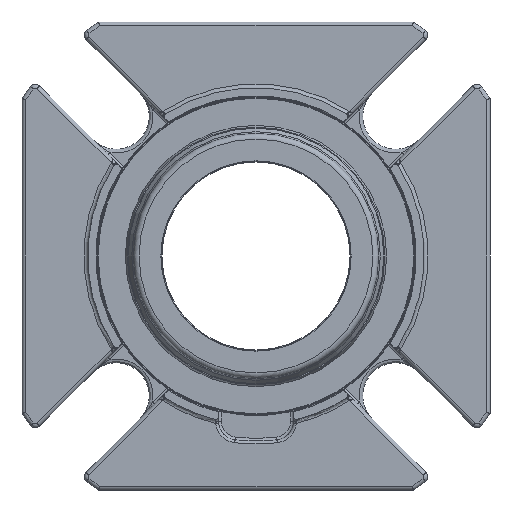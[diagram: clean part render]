
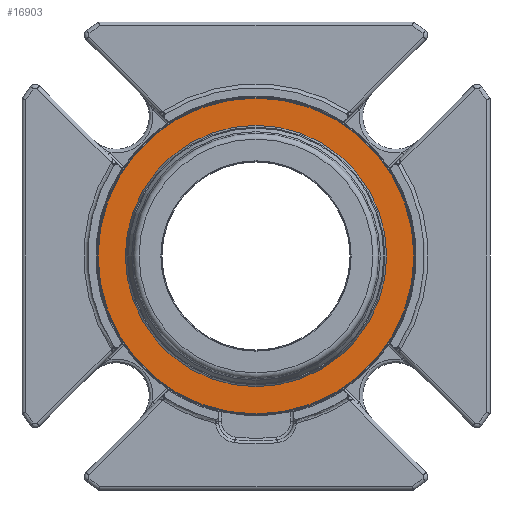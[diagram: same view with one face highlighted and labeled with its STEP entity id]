
A CAD part, left-side view. The second image highlights one B-rep face of the part: STEP entity #16903.
In plain terms, the highlighted planar face has unit normal (-1, 0, 0).
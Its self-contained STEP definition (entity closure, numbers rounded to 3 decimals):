
#3384=PLANE('',#18011);
#3708=ORIENTED_EDGE('',*,*,#8986,.F.);
#3709=ORIENTED_EDGE('',*,*,#8987,.T.);
#8986=EDGE_CURVE('',#11627,#11627,#13300,.F.);
#8987=EDGE_CURVE('',#11628,#11628,#13301,.T.);
#11627=VERTEX_POINT('',#24455);
#11628=VERTEX_POINT('',#24458);
#13300=CIRCLE('',#18010,34.747);
#13301=CIRCLE('',#18012,42.);
#14150=EDGE_LOOP('',(#3708));
#14151=EDGE_LOOP('',(#3709));
#15356=FACE_BOUND('',#14150,.T.);
#15357=FACE_BOUND('',#14151,.T.);
#16903=ADVANCED_FACE('',(#15356,#15357),#3384,.F.);
#18010=AXIS2_PLACEMENT_3D('',#24454,#19791,#19792);
#18011=AXIS2_PLACEMENT_3D('',#24456,#19793,#19794);
#18012=AXIS2_PLACEMENT_3D('',#24457,#19795,#19796);
#19791=DIRECTION('',(1.,0.,0.));
#19792=DIRECTION('',(0.,0.,-1.));
#19793=DIRECTION('',(1.,0.,0.));
#19794=DIRECTION('',(0.,-1.,0.));
#19795=DIRECTION('',(-1.,0.,0.));
#19796=DIRECTION('',(0.,1.,0.));
#24454=CARTESIAN_POINT('',(39.497,0.,0.));
#24455=CARTESIAN_POINT('',(39.497,0.,-34.747));
#24456=CARTESIAN_POINT('',(39.497,42.,0.));
#24457=CARTESIAN_POINT('',(39.497,0.,0.));
#24458=CARTESIAN_POINT('',(39.497,42.,0.));
